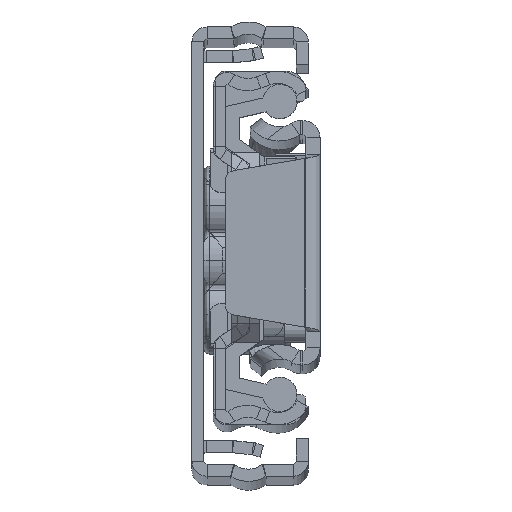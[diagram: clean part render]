
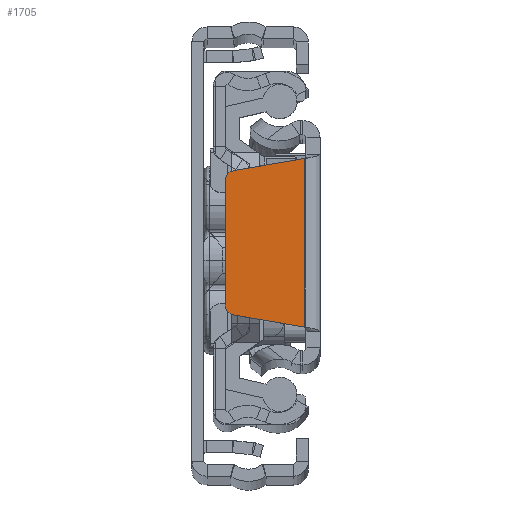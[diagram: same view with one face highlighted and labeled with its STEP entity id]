
A CAD part, top view. The second image highlights one B-rep face of the part: STEP entity #1705.
In plain terms, the highlighted planar face has unit normal (0, 0, 1).
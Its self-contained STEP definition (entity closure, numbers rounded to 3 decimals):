
#417 = LINE ( 'NONE', #18716, #1691 ) ;
#741 = VERTEX_POINT ( 'NONE', #10304 ) ;
#870 = EDGE_CURVE ( 'NONE', #18705, #19073, #17501, .T. ) ;
#1290 = LINE ( 'NONE', #8266, #6719 ) ;
#1691 = VECTOR ( 'NONE', #10426, 1000. ) ;
#1705 = ADVANCED_FACE ( 'NONE', ( #16217 ), #21238, .F. ) ;
#2604 = CARTESIAN_POINT ( 'NONE',  ( -8.4, -6.156, 0. ) ) ;
#2901 = DIRECTION ( 'NONE',  ( 0., -1., 0. ) ) ;
#3449 = EDGE_CURVE ( 'NONE', #19073, #6267, #417, .T. ) ;
#3531 = AXIS2_PLACEMENT_3D ( 'NONE', #11199, #19493, #21018 ) ;
#3813 = ORIENTED_EDGE ( 'NONE', *, *, #16923, .F. ) ;
#4163 = CARTESIAN_POINT ( 'NONE',  ( -8.4, 6.156, 0. ) ) ;
#4654 = ORIENTED_EDGE ( 'NONE', *, *, #3449, .F. ) ;
#5158 = EDGE_CURVE ( 'NONE', #6267, #17830, #7587, .T. ) ;
#5573 = DIRECTION ( 'NONE',  ( -1., 0., 0. ) ) ;
#5897 = ORIENTED_EDGE ( 'NONE', *, *, #5158, .F. ) ;
#6267 = VERTEX_POINT ( 'NONE', #17441 ) ;
#6298 = CARTESIAN_POINT ( 'NONE',  ( -1.5, -8.35, 0. ) ) ;
#6719 = VECTOR ( 'NONE', #11413, 1000. ) ;
#7587 = CIRCLE ( 'NONE', #11384, 1. ) ;
#8266 = CARTESIAN_POINT ( 'NONE',  ( -9.4, 6.156, 0. ) ) ;
#8497 = CIRCLE ( 'NONE', #20670, 1. ) ;
#8721 = CARTESIAN_POINT ( 'NONE',  ( -1.5, -8.35, 0. ) ) ;
#8822 = CARTESIAN_POINT ( 'NONE',  ( -9.4, -6.156, 0. ) ) ;
#9664 = VECTOR ( 'NONE', #2901, 1000. ) ;
#10077 = LINE ( 'NONE', #16402, #19554 ) ;
#10304 = CARTESIAN_POINT ( 'NONE',  ( -8.568, 7.142, 0. ) ) ;
#10426 = DIRECTION ( 'NONE',  ( -0.986, 0.168, 0. ) ) ;
#10578 = CARTESIAN_POINT ( 'NONE',  ( -1.5, 8.35, 0. ) ) ;
#11199 = CARTESIAN_POINT ( 'NONE',  ( -8.4, 6.156, 0. ) ) ;
#11235 = ORIENTED_EDGE ( 'NONE', *, *, #17570, .F. ) ;
#11284 = EDGE_CURVE ( 'NONE', #17830, #11587, #1290, .T. ) ;
#11384 = AXIS2_PLACEMENT_3D ( 'NONE', #2604, #20588, #5573 ) ;
#11413 = DIRECTION ( 'NONE',  ( 0., 1., 0. ) ) ;
#11587 = VERTEX_POINT ( 'NONE', #15548 ) ;
#12767 = ORIENTED_EDGE ( 'NONE', *, *, #11284, .F. ) ;
#15548 = CARTESIAN_POINT ( 'NONE',  ( -9.4, 6.156, 0. ) ) ;
#16217 = FACE_OUTER_BOUND ( 'NONE', #19536, .T. ) ;
#16402 = CARTESIAN_POINT ( 'NONE',  ( -1.5, 8.35, 0. ) ) ;
#16923 = EDGE_CURVE ( 'NONE', #741, #18705, #10077, .T. ) ;
#17342 = DIRECTION ( 'NONE',  ( 0., 0., -1. ) ) ;
#17441 = CARTESIAN_POINT ( 'NONE',  ( -8.568, -7.142, 0. ) ) ;
#17501 = LINE ( 'NONE', #6298, #9664 ) ;
#17570 = EDGE_CURVE ( 'NONE', #11587, #741, #8497, .T. ) ;
#17830 = VERTEX_POINT ( 'NONE', #8822 ) ;
#18705 = VERTEX_POINT ( 'NONE', #10578 ) ;
#18716 = CARTESIAN_POINT ( 'NONE',  ( -8.568, -7.142, 0. ) ) ;
#19073 = VERTEX_POINT ( 'NONE', #8721 ) ;
#19294 = DIRECTION ( 'NONE',  ( -1., 0., 0. ) ) ;
#19493 = DIRECTION ( 'NONE',  ( 0., 0., -1. ) ) ;
#19536 = EDGE_LOOP ( 'NONE', ( #20310, #3813, #11235, #12767, #5897, #4654 ) ) ;
#19554 = VECTOR ( 'NONE', #21311, 1000. ) ;
#20310 = ORIENTED_EDGE ( 'NONE', *, *, #870, .F. ) ;
#20588 = DIRECTION ( 'NONE',  ( 0., 0., -1. ) ) ;
#20670 = AXIS2_PLACEMENT_3D ( 'NONE', #4163, #17342, #19294 ) ;
#21018 = DIRECTION ( 'NONE',  ( -1., 0., 0. ) ) ;
#21238 = PLANE ( 'NONE',  #3531 ) ;
#21311 = DIRECTION ( 'NONE',  ( 0.986, 0.168, 0. ) ) ;
